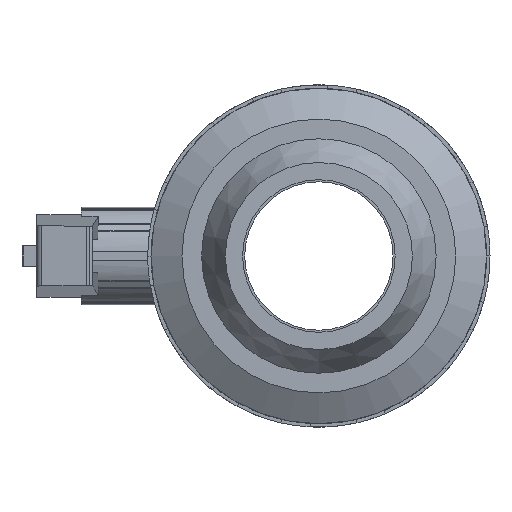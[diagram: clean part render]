
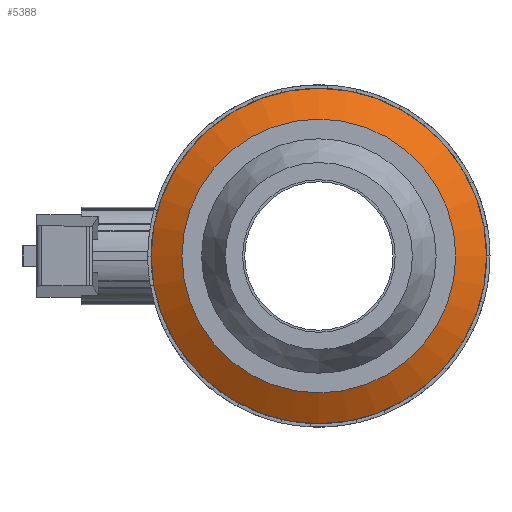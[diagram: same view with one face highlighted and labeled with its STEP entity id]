
A CAD part, left-side view. The second image highlights one B-rep face of the part: STEP entity #5388.
In plain terms, the highlighted conical face has half-angle 60 degrees and reference radius 51.885 mm.
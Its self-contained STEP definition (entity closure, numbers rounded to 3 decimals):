
#34=CONICAL_SURFACE('',#5713,51.885,1.047);
#400=FACE_OUTER_BOUND('',#694,.T.);
#694=EDGE_LOOP('',(#3730,#3731,#3732,#3733));
#1010=LINE('',#8650,#1525);
#1525=VECTOR('',#6331,51.885);
#2009=CIRCLE('',#5714,56.497);
#2010=CIRCLE('',#5715,46.12);
#2273=VERTEX_POINT('',#8647);
#2274=VERTEX_POINT('',#8649);
#2832=EDGE_CURVE('',#2273,#2273,#2009,.T.);
#2833=EDGE_CURVE('',#2273,#2274,#1010,.T.);
#2834=EDGE_CURVE('',#2274,#2274,#2010,.T.);
#3730=ORIENTED_EDGE('',*,*,#2832,.T.);
#3731=ORIENTED_EDGE('',*,*,#2833,.T.);
#3732=ORIENTED_EDGE('',*,*,#2834,.F.);
#3733=ORIENTED_EDGE('',*,*,#2833,.F.);
#5388=ADVANCED_FACE('',(#400),#34,.T.);
#5713=AXIS2_PLACEMENT_3D('',#8646,#6327,#6328);
#5714=AXIS2_PLACEMENT_3D('',#8648,#6329,#6330);
#5715=AXIS2_PLACEMENT_3D('',#8651,#6332,#6333);
#6327=DIRECTION('center_axis',(1.,0.,0.));
#6328=DIRECTION('ref_axis',(0.,1.,0.));
#6329=DIRECTION('center_axis',(-1.,0.,0.));
#6330=DIRECTION('ref_axis',(0.,1.,0.));
#6331=DIRECTION('',(-0.5,0.866,0.));
#6332=DIRECTION('center_axis',(-1.,0.,0.));
#6333=DIRECTION('ref_axis',(0.,1.,0.));
#8646=CARTESIAN_POINT('Origin',(-55.416,0.,0.));
#8647=CARTESIAN_POINT('',(-52.753,-56.497,0.));
#8648=CARTESIAN_POINT('Origin',(-52.753,0.,0.));
#8649=CARTESIAN_POINT('',(-58.744,-46.12,0.));
#8650=CARTESIAN_POINT('',(-55.416,-51.885,0.));
#8651=CARTESIAN_POINT('Origin',(-58.744,0.,0.));
